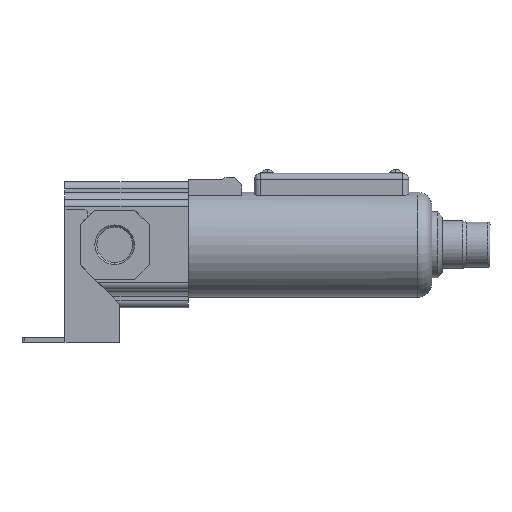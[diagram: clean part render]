
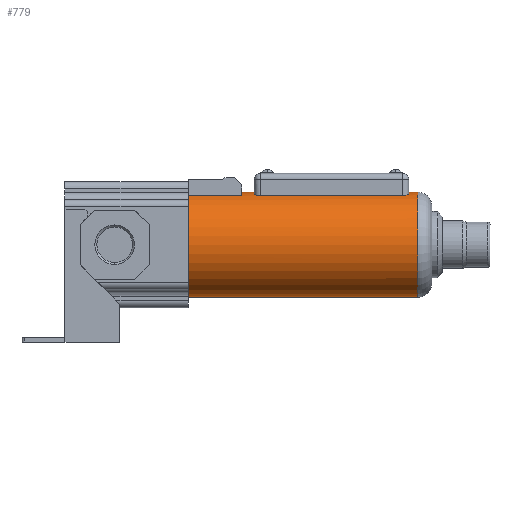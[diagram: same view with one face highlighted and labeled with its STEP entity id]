
A CAD part, left-side view. The second image highlights one B-rep face of the part: STEP entity #779.
In plain terms, the highlighted cylindrical face has radius 22.1 mm (diameter 44.2 mm), a partial arc.
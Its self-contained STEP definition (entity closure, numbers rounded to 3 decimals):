
#12 = DIRECTION ( 'NONE',  ( 0., 1., 0. ) ) ;
#21 = CARTESIAN_POINT ( 'NONE',  ( -8., -61.3, 20.601 ) ) ;
#25 = CARTESIAN_POINT ( 'NONE',  ( 0., -31., 0. ) ) ;
#48 = CIRCLE ( 'NONE', #877, 22.1 ) ;
#51 = AXIS2_PLACEMENT_3D ( 'NONE', #4742, #12, #3607 ) ;
#52 = CARTESIAN_POINT ( 'NONE',  ( -6.296, -123.675, 21.185 ) ) ;
#113 = ORIENTED_EDGE ( 'NONE', *, *, #4481, .F. ) ;
#171 = CARTESIAN_POINT ( 'NONE',  ( -7.007, -123.301, 20.96 ) ) ;
#183 = DIRECTION ( 'NONE',  ( 0., 1., 0. ) ) ;
#232 = DIRECTION ( 'NONE',  ( 0., 0., 1. ) ) ;
#297 = AXIS2_PLACEMENT_3D ( 'NONE', #25, #2353, #5092 ) ;
#371 = EDGE_CURVE ( 'NONE', #1154, #4682, #2981, .T. ) ;
#430 = DIRECTION ( 'NONE',  ( 0., 0., -1. ) ) ;
#442 = EDGE_LOOP ( 'NONE', ( #3332, #4405, #3479, #1175, #113, #927, #2853, #2486, #1985, #1926, #1378, #3268 ) ) ;
#591 = EDGE_CURVE ( 'NONE', #4447, #2905, #1510, .T. ) ;
#661 = CYLINDRICAL_SURFACE ( 'NONE', #1949, 22.1 ) ;
#682 = DIRECTION ( 'NONE',  ( 0., 1., 0. ) ) ;
#713 = CARTESIAN_POINT ( 'NONE',  ( 0., -58.8, 22.1 ) ) ;
#773 = VERTEX_POINT ( 'NONE', #4202 ) ;
#779 = ADVANCED_FACE ( 'NONE', ( #4285 ), #661, .T. ) ;
#817 = VERTEX_POINT ( 'NONE', #713 ) ;
#825 = DIRECTION ( 'NONE',  ( 0., -1., 0. ) ) ;
#846 = CARTESIAN_POINT ( 'NONE',  ( 0., -127.5, -22.1 ) ) ;
#877 = AXIS2_PLACEMENT_3D ( 'NONE', #2794, #825, #430 ) ;
#911 = CARTESIAN_POINT ( 'NONE',  ( -5.664, -58.8, 21.363 ) ) ;
#923 = CARTESIAN_POINT ( 'NONE',  ( -5.5, -123.8, 21.405 ) ) ;
#927 = ORIENTED_EDGE ( 'NONE', *, *, #371, .T. ) ;
#945 = CARTESIAN_POINT ( 'NONE',  ( -7.656, -122.576, 20.732 ) ) ;
#990 = CARTESIAN_POINT ( 'NONE',  ( -7.867, -60.477, 20.653 ) ) ;
#1000 = CARTESIAN_POINT ( 'NONE',  ( -6.737, -123.478, 21.048 ) ) ;
#1010 = CARTESIAN_POINT ( 'NONE',  ( -8., -61.3, 20.601 ) ) ;
#1058 = CIRCLE ( 'NONE', #1226, 22.1 ) ;
#1154 = VERTEX_POINT ( 'NONE', #2576 ) ;
#1175 = ORIENTED_EDGE ( 'NONE', *, *, #3294, .F. ) ;
#1218 = CIRCLE ( 'NONE', #297, 22.1 ) ;
#1226 = AXIS2_PLACEMENT_3D ( 'NONE', #2978, #1815, #232 ) ;
#1300 = VECTOR ( 'NONE', #183, 1000. ) ;
#1301 = CARTESIAN_POINT ( 'NONE',  ( -5.825, -58.816, 21.319 ) ) ;
#1315 = CARTESIAN_POINT ( 'NONE',  ( -7.93, -121.973, 20.629 ) ) ;
#1344 = CARTESIAN_POINT ( 'NONE',  ( -7.983, -60.965, 20.608 ) ) ;
#1368 = CIRCLE ( 'NONE', #2860, 22.1 ) ;
#1378 = ORIENTED_EDGE ( 'NONE', *, *, #4485, .F. ) ;
#1393 = CARTESIAN_POINT ( 'NONE',  ( -8., -121.3, 20.601 ) ) ;
#1409 = CARTESIAN_POINT ( 'NONE',  ( -8., -53.6, 20.601 ) ) ;
#1450 = EDGE_CURVE ( 'NONE', #4447, #4682, #4342, .T. ) ;
#1486 = VERTEX_POINT ( 'NONE', #3194 ) ;
#1493 = CARTESIAN_POINT ( 'NONE',  ( 0., -158., 0. ) ) ;
#1510 = B_SPLINE_CURVE_WITH_KNOTS ( 'NONE', 3,
 ( #3185, #1733, #1776, #3598, #52, #4931, #1000, #171, #1754, #3307, #3713, #945, #4099, #1315, #4881, #1393 ),
 .UNSPECIFIED., .F., .F.,
 ( 4, 2, 2, 2, 2, 2, 2, 4 ),
 ( 0., 0., 0.001, 0.001, 0.002, 0.002, 0.003, 0.004 ),
 .UNSPECIFIED. ) ;
#1547 = CARTESIAN_POINT ( 'NONE',  ( 0., -123.8, 22.1 ) ) ;
#1631 = B_SPLINE_CURVE_WITH_KNOTS ( 'NONE', 3,
 ( #1010, #4890, #1344, #2544, #990, #2588, #3293, #2154, #4113, #4475, #2106, #4841, #3721, #1301, #911, #1764 ),
 .UNSPECIFIED., .F., .F.,
 ( 4, 2, 2, 2, 2, 2, 2, 4 ),
 ( 0., 0., 0.001, 0.001, 0.002, 0.003, 0.003, 0.004 ),
 .UNSPECIFIED. ) ;
#1668 = CARTESIAN_POINT ( 'NONE',  ( -5.5, -58.8, 21.405 ) ) ;
#1727 = VERTEX_POINT ( 'NONE', #3746 ) ;
#1732 = CARTESIAN_POINT ( 'NONE',  ( -8., -31., 20.601 ) ) ;
#1733 = CARTESIAN_POINT ( 'NONE',  ( -5.664, -123.8, 21.363 ) ) ;
#1737 = LINE ( 'NONE', #2245, #4257 ) ;
#1754 = CARTESIAN_POINT ( 'NONE',  ( -7.135, -123.198, 20.917 ) ) ;
#1764 = CARTESIAN_POINT ( 'NONE',  ( -5.5, -58.8, 21.405 ) ) ;
#1776 = CARTESIAN_POINT ( 'NONE',  ( -5.824, -123.784, 21.319 ) ) ;
#1815 = DIRECTION ( 'NONE',  ( 0., 1., 0. ) ) ;
#1864 = DIRECTION ( 'NONE',  ( 0., 1., 0. ) ) ;
#1926 = ORIENTED_EDGE ( 'NONE', *, *, #2975, .T. ) ;
#1949 = AXIS2_PLACEMENT_3D ( 'NONE', #1493, #682, #3807 ) ;
#1985 = ORIENTED_EDGE ( 'NONE', *, *, #4124, .F. ) ;
#2026 = DIRECTION ( 'NONE',  ( 0., 1., 0. ) ) ;
#2042 = LINE ( 'NONE', #846, #1300 ) ;
#2094 = DIRECTION ( 'NONE',  ( 0., -1., 0. ) ) ;
#2106 = CARTESIAN_POINT ( 'NONE',  ( -6.745, -59.108, 21.048 ) ) ;
#2154 = CARTESIAN_POINT ( 'NONE',  ( -7.473, -59.756, 20.798 ) ) ;
#2163 = EDGE_CURVE ( 'NONE', #2806, #3367, #2668, .T. ) ;
#2169 = DIRECTION ( 'NONE',  ( 0., -1., 0. ) ) ;
#2175 = CARTESIAN_POINT ( 'NONE',  ( 0., -127.5, 22.1 ) ) ;
#2245 = CARTESIAN_POINT ( 'NONE',  ( -8., -158., 20.601 ) ) ;
#2250 = DIRECTION ( 'NONE',  ( 0., -1., 0. ) ) ;
#2353 = DIRECTION ( 'NONE',  ( 0., 1., 0. ) ) ;
#2456 = CARTESIAN_POINT ( 'NONE',  ( -8., -121.3, 20.601 ) ) ;
#2486 = ORIENTED_EDGE ( 'NONE', *, *, #591, .T. ) ;
#2544 = CARTESIAN_POINT ( 'NONE',  ( -7.917, -60.639, 20.633 ) ) ;
#2576 = CARTESIAN_POINT ( 'NONE',  ( 0., -127.5, 22.1 ) ) ;
#2588 = CARTESIAN_POINT ( 'NONE',  ( -7.737, -60.172, 20.701 ) ) ;
#2668 = LINE ( 'NONE', #3875, #4169 ) ;
#2794 = CARTESIAN_POINT ( 'NONE',  ( 0., -58.8, 0. ) ) ;
#2806 = VERTEX_POINT ( 'NONE', #1732 ) ;
#2853 = ORIENTED_EDGE ( 'NONE', *, *, #1450, .F. ) ;
#2860 = AXIS2_PLACEMENT_3D ( 'NONE', #4465, #2094, #2863 ) ;
#2863 = DIRECTION ( 'NONE',  ( 0., 0., -1. ) ) ;
#2905 = VERTEX_POINT ( 'NONE', #2456 ) ;
#2975 = EDGE_CURVE ( 'NONE', #4433, #4015, #1631, .T. ) ;
#2978 = CARTESIAN_POINT ( 'NONE',  ( 0., -53.6, 0. ) ) ;
#2981 = LINE ( 'NONE', #2175, #3863 ) ;
#3185 = CARTESIAN_POINT ( 'NONE',  ( -5.5, -123.8, 21.405 ) ) ;
#3194 = CARTESIAN_POINT ( 'NONE',  ( 0., -127.5, -22.1 ) ) ;
#3268 = ORIENTED_EDGE ( 'NONE', *, *, #3661, .T. ) ;
#3293 = CARTESIAN_POINT ( 'NONE',  ( -7.659, -60.028, 20.731 ) ) ;
#3294 = EDGE_CURVE ( 'NONE', #1486, #1727, #2042, .T. ) ;
#3307 = CARTESIAN_POINT ( 'NONE',  ( -7.367, -122.971, 20.836 ) ) ;
#3332 = ORIENTED_EDGE ( 'NONE', *, *, #3698, .F. ) ;
#3367 = VERTEX_POINT ( 'NONE', #1409 ) ;
#3479 = ORIENTED_EDGE ( 'NONE', *, *, #3816, .F. ) ;
#3538 = VECTOR ( 'NONE', #2026, 1000. ) ;
#3598 = CARTESIAN_POINT ( 'NONE',  ( -6.14, -123.722, 21.231 ) ) ;
#3607 = DIRECTION ( 'NONE',  ( 0., 0., 1. ) ) ;
#3661 = EDGE_CURVE ( 'NONE', #817, #773, #4497, .T. ) ;
#3698 = EDGE_CURVE ( 'NONE', #3367, #773, #1058, .T. ) ;
#3700 = CARTESIAN_POINT ( 'NONE',  ( 0., -58.8, 22.1 ) ) ;
#3713 = CARTESIAN_POINT ( 'NONE',  ( -7.471, -122.847, 20.799 ) ) ;
#3721 = CARTESIAN_POINT ( 'NONE',  ( -6.142, -58.878, 21.23 ) ) ;
#3746 = CARTESIAN_POINT ( 'NONE',  ( 0., -31., -22.1 ) ) ;
#3807 = DIRECTION ( 'NONE',  ( 1., 0., 0. ) ) ;
#3816 = EDGE_CURVE ( 'NONE', #1727, #2806, #1218, .T. ) ;
#3863 = VECTOR ( 'NONE', #1864, 1000. ) ;
#3875 = CARTESIAN_POINT ( 'NONE',  ( -8., -158., 20.601 ) ) ;
#4015 = VERTEX_POINT ( 'NONE', #1668 ) ;
#4099 = CARTESIAN_POINT ( 'NONE',  ( -7.737, -122.429, 20.702 ) ) ;
#4113 = CARTESIAN_POINT ( 'NONE',  ( -7.367, -59.63, 20.836 ) ) ;
#4124 = EDGE_CURVE ( 'NONE', #4433, #2905, #1737, .T. ) ;
#4169 = VECTOR ( 'NONE', #2250, 1000. ) ;
#4202 = CARTESIAN_POINT ( 'NONE',  ( 0., -53.6, 22.1 ) ) ;
#4257 = VECTOR ( 'NONE', #2169, 1000. ) ;
#4285 = FACE_OUTER_BOUND ( 'NONE', #442, .T. ) ;
#4342 = CIRCLE ( 'NONE', #51, 22.1 ) ;
#4405 = ORIENTED_EDGE ( 'NONE', *, *, #2163, .F. ) ;
#4433 = VERTEX_POINT ( 'NONE', #21 ) ;
#4447 = VERTEX_POINT ( 'NONE', #923 ) ;
#4465 = CARTESIAN_POINT ( 'NONE',  ( 0., -127.5, 0. ) ) ;
#4475 = CARTESIAN_POINT ( 'NONE',  ( -7.02, -59.289, 20.957 ) ) ;
#4481 = EDGE_CURVE ( 'NONE', #1154, #1486, #1368, .T. ) ;
#4485 = EDGE_CURVE ( 'NONE', #817, #4015, #48, .T. ) ;
#4497 = LINE ( 'NONE', #3700, #3538 ) ;
#4682 = VERTEX_POINT ( 'NONE', #1547 ) ;
#4742 = CARTESIAN_POINT ( 'NONE',  ( 0., -123.8, 0. ) ) ;
#4841 = CARTESIAN_POINT ( 'NONE',  ( -6.298, -58.925, 21.184 ) ) ;
#4881 = CARTESIAN_POINT ( 'NONE',  ( -8., -121.639, 20.601 ) ) ;
#4890 = CARTESIAN_POINT ( 'NONE',  ( -8., -61.131, 20.601 ) ) ;
#4931 = CARTESIAN_POINT ( 'NONE',  ( -6.595, -123.553, 21.094 ) ) ;
#5092 = DIRECTION ( 'NONE',  ( 0., 0., 1. ) ) ;
